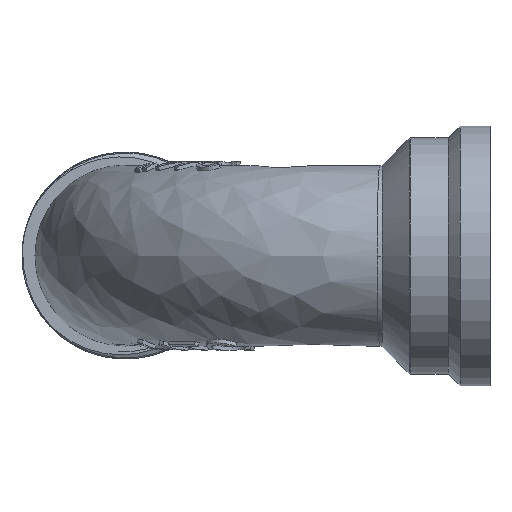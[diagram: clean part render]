
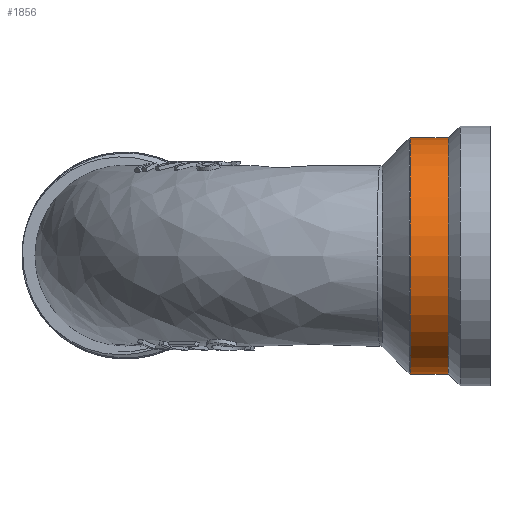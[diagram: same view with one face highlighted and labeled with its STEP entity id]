
A CAD part, front view. The second image highlights one B-rep face of the part: STEP entity #1856.
In plain terms, the highlighted cylindrical face has radius 15 mm (diameter 30 mm), a full revolution.
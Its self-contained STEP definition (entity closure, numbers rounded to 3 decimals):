
#146=FACE_OUTER_BOUND('',#262,.T.);
#262=EDGE_LOOP('',(#1327,#1328,#1329,#1330));
#384=CIRCLE('',#1998,15.);
#386=CIRCLE('',#2002,15.);
#604=LINE('',#3851,#681);
#681=VECTOR('',#2111,15.);
#794=VERTEX_POINT('',#3518);
#800=VERTEX_POINT('',#3849);
#1001=EDGE_CURVE('',#794,#794,#384,.T.);
#1009=EDGE_CURVE('',#800,#800,#386,.T.);
#1010=EDGE_CURVE('',#800,#794,#604,.T.);
#1327=ORIENTED_EDGE('',*,*,#1009,.F.);
#1328=ORIENTED_EDGE('',*,*,#1010,.T.);
#1329=ORIENTED_EDGE('',*,*,#1001,.F.);
#1330=ORIENTED_EDGE('',*,*,#1010,.F.);
#1832=CYLINDRICAL_SURFACE('',#2001,15.);
#1856=ADVANCED_FACE('',(#146),#1832,.T.);
#1998=AXIS2_PLACEMENT_3D('',#3519,#2099,#2100);
#2001=AXIS2_PLACEMENT_3D('',#3848,#2107,#2108);
#2002=AXIS2_PLACEMENT_3D('',#3850,#2109,#2110);
#2099=DIRECTION('center_axis',(-1.,0.,0.));
#2100=DIRECTION('ref_axis',(0.,1.,0.));
#2107=DIRECTION('center_axis',(1.,0.,0.));
#2108=DIRECTION('ref_axis',(0.,1.,0.));
#2109=DIRECTION('center_axis',(1.,0.,0.));
#2110=DIRECTION('ref_axis',(0.,1.,0.));
#2111=DIRECTION('',(-1.,0.,0.));
#3518=CARTESIAN_POINT('',(-10.117,-58.5,0.));
#3519=CARTESIAN_POINT('Origin',(-10.117,-43.5,0.));
#3848=CARTESIAN_POINT('Origin',(-13.,-43.5,0.));
#3849=CARTESIAN_POINT('',(-5.3,-58.5,0.));
#3850=CARTESIAN_POINT('Origin',(-5.3,-43.5,0.));
#3851=CARTESIAN_POINT('',(-13.,-58.5,0.));
